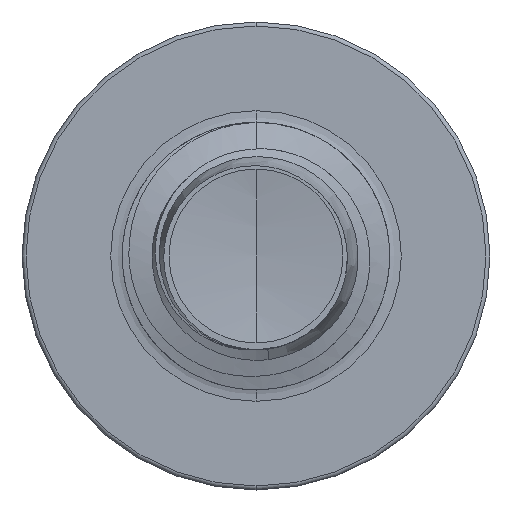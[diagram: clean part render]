
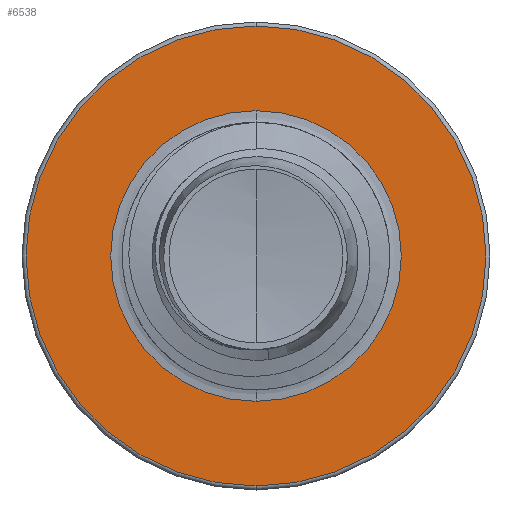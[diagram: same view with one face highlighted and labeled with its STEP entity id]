
A CAD part, front view. The second image highlights one B-rep face of the part: STEP entity #6538.
In plain terms, the highlighted planar face has unit normal (0, -1, 0).
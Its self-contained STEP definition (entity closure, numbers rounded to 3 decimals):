
#897 = DIRECTION ( 'NONE',  ( 0., 0., 1. ) ) ;
#919 = DIRECTION ( 'NONE',  ( 0., 1., 0. ) ) ;
#924 = CARTESIAN_POINT ( 'NONE',  ( 0., 6.5, 0. ) ) ;
#2530 = AXIS2_PLACEMENT_3D ( 'NONE', #11693, #13393, #13461 ) ;
#2566 = EDGE_CURVE ( 'NONE', #17476, #14181, #7503, .T. ) ;
#2856 = EDGE_LOOP ( 'NONE', ( #10807, #6779 ) ) ;
#4769 = AXIS2_PLACEMENT_3D ( 'NONE', #6677, #6624, #6599 ) ;
#5822 = AXIS2_PLACEMENT_3D ( 'NONE', #6870, #6866, #6843 ) ;
#6183 = EDGE_LOOP ( 'NONE', ( #18597, #17101 ) ) ;
#6538 = ADVANCED_FACE ( 'NONE', ( #7748, #18177 ), #7685, .F. ) ;
#6599 = DIRECTION ( 'NONE',  ( 0., 0., 1. ) ) ;
#6624 = DIRECTION ( 'NONE',  ( 0., 1., 0. ) ) ;
#6677 = CARTESIAN_POINT ( 'NONE',  ( 0., 6.5, 0. ) ) ;
#6779 = ORIENTED_EDGE ( 'NONE', *, *, #17828, .T. ) ;
#6843 = DIRECTION ( 'NONE',  ( 0., 0., 1. ) ) ;
#6866 = DIRECTION ( 'NONE',  ( 0., 1., 0. ) ) ;
#6870 = CARTESIAN_POINT ( 'NONE',  ( 0., 6.5, 0. ) ) ;
#6878 = EDGE_CURVE ( 'NONE', #11390, #16273, #17783, .T. ) ;
#7503 = CIRCLE ( 'NONE', #5822, 3.44 ) ;
#7583 = DIRECTION ( 'NONE',  ( 0., 0., 1. ) ) ;
#7590 = DIRECTION ( 'NONE',  ( 0., 1., 0. ) ) ;
#7661 = CARTESIAN_POINT ( 'NONE',  ( 0., 6.5, -2.174 ) ) ;
#7685 = PLANE ( 'NONE',  #18178 ) ;
#7748 = FACE_OUTER_BOUND ( 'NONE', #6183, .T. ) ;
#8195 = CIRCLE ( 'NONE', #18307, 3.44 ) ;
#8403 = CIRCLE ( 'NONE', #2530, 2.174 ) ;
#10053 = CARTESIAN_POINT ( 'NONE',  ( 0., 6.5, 3.44 ) ) ;
#10807 = ORIENTED_EDGE ( 'NONE', *, *, #6878, .T. ) ;
#11390 = VERTEX_POINT ( 'NONE', #14829 ) ;
#11693 = CARTESIAN_POINT ( 'NONE',  ( 0., 6.5, 0. ) ) ;
#13368 = CARTESIAN_POINT ( 'NONE',  ( 0., 6.5, -2.174 ) ) ;
#13393 = DIRECTION ( 'NONE',  ( 0., 1., 0. ) ) ;
#13461 = DIRECTION ( 'NONE',  ( 0., 0., 1. ) ) ;
#13744 = CARTESIAN_POINT ( 'NONE',  ( 0., 6.5, -3.44 ) ) ;
#13938 = EDGE_CURVE ( 'NONE', #14181, #17476, #8195, .T. ) ;
#14181 = VERTEX_POINT ( 'NONE', #10053 ) ;
#14829 = CARTESIAN_POINT ( 'NONE',  ( 0., 6.5, 2.174 ) ) ;
#16273 = VERTEX_POINT ( 'NONE', #13368 ) ;
#17101 = ORIENTED_EDGE ( 'NONE', *, *, #2566, .F. ) ;
#17476 = VERTEX_POINT ( 'NONE', #13744 ) ;
#17783 = CIRCLE ( 'NONE', #4769, 2.174 ) ;
#17828 = EDGE_CURVE ( 'NONE', #16273, #11390, #8403, .T. ) ;
#18177 = FACE_BOUND ( 'NONE', #2856, .T. ) ;
#18178 = AXIS2_PLACEMENT_3D ( 'NONE', #7661, #7590, #7583 ) ;
#18307 = AXIS2_PLACEMENT_3D ( 'NONE', #924, #919, #897 ) ;
#18597 = ORIENTED_EDGE ( 'NONE', *, *, #13938, .F. ) ;
